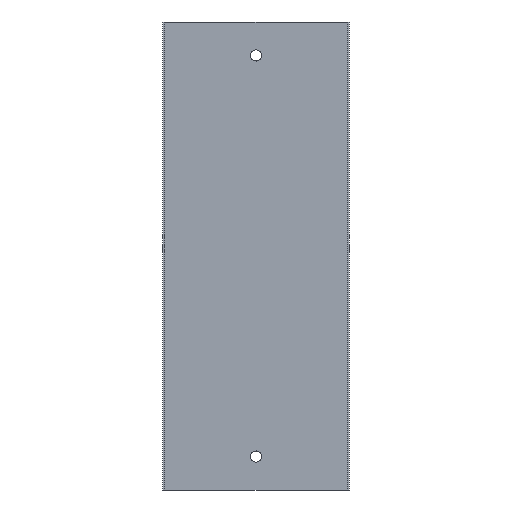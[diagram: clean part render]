
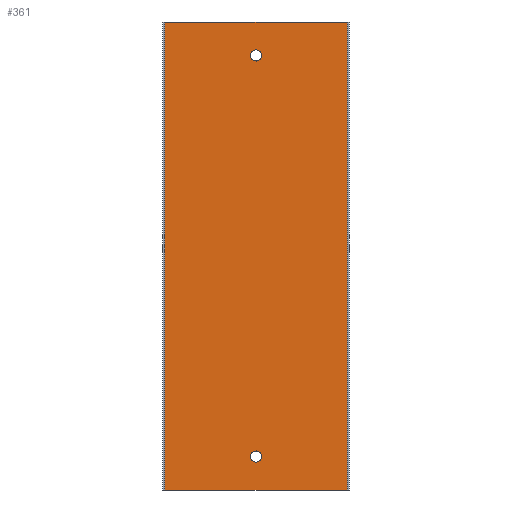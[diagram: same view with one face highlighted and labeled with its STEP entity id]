
A CAD part, front view. The second image highlights one B-rep face of the part: STEP entity #361.
In plain terms, the highlighted planar face has unit normal (0, -1, 0).
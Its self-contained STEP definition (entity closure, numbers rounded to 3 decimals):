
#10 = DIRECTION ( 'NONE',  ( 0., 0., -1. ) ) ;
#12 = CARTESIAN_POINT ( 'NONE',  ( -41., 0., 210. ) ) ;
#15 = CARTESIAN_POINT ( 'NONE',  ( -41., 0., 210. ) ) ;
#21 = CARTESIAN_POINT ( 'NONE',  ( -41., 0., 210. ) ) ;
#35 = DIRECTION ( 'NONE',  ( 1., 0., 0. ) ) ;
#51 = CARTESIAN_POINT ( 'NONE',  ( 41., 0., 0. ) ) ;
#71 = CARTESIAN_POINT ( 'NONE',  ( -41., 0., 0. ) ) ;
#89 = CARTESIAN_POINT ( 'NONE',  ( 41., 0., 210. ) ) ;
#91 = DIRECTION ( 'NONE',  ( 0., 1., 0. ) ) ;
#97 = DIRECTION ( 'NONE',  ( 0., 0., -1. ) ) ;
#99 = CARTESIAN_POINT ( 'NONE',  ( 0., 0., 17.5 ) ) ;
#104 = CARTESIAN_POINT ( 'NONE',  ( 0., 0., 197.5 ) ) ;
#108 = DIRECTION ( 'NONE',  ( 1., 0., 0. ) ) ;
#112 = DIRECTION ( 'NONE',  ( 0., 0., 1. ) ) ;
#113 = DIRECTION ( 'NONE',  ( 0., -1., 0. ) ) ;
#115 = CARTESIAN_POINT ( 'NONE',  ( 0., 0., 15. ) ) ;
#118 = CARTESIAN_POINT ( 'NONE',  ( 41., 0., 210. ) ) ;
#124 = DIRECTION ( 'NONE',  ( 0., 0., 1. ) ) ;
#126 = DIRECTION ( 'NONE',  ( 0., -1., 0. ) ) ;
#127 = CARTESIAN_POINT ( 'NONE',  ( 0., 0., 195. ) ) ;
#141 = DIRECTION ( 'NONE',  ( 0., 0., 1. ) ) ;
#143 = CARTESIAN_POINT ( 'NONE',  ( -41., 0., 0. ) ) ;
#144 = PLANE ( 'NONE',  #399 ) ;
#149 = CARTESIAN_POINT ( 'NONE',  ( -41., 0., 210. ) ) ;
#168 = VERTEX_POINT ( 'NONE', #21 ) ;
#175 = VERTEX_POINT ( 'NONE', #51 ) ;
#179 = VERTEX_POINT ( 'NONE', #71 ) ;
#195 = EDGE_LOOP ( 'NONE', ( #220 ) ) ;
#210 = ORIENTED_EDGE ( 'NONE', *, *, #424, .F. ) ;
#214 = FACE_BOUND ( 'NONE', #237, .T. ) ;
#220 = ORIENTED_EDGE ( 'NONE', *, *, #418, .F. ) ;
#221 = ORIENTED_EDGE ( 'NONE', *, *, #404, .F. ) ;
#222 = ORIENTED_EDGE ( 'NONE', *, *, #384, .F. ) ;
#224 = ORIENTED_EDGE ( 'NONE', *, *, #379, .T. ) ;
#229 = EDGE_LOOP ( 'NONE', ( #224, #221, #210, #339 ) ) ;
#233 = CIRCLE ( 'NONE', #395, 2.5 ) ;
#237 = EDGE_LOOP ( 'NONE', ( #222 ) ) ;
#246 = FACE_OUTER_BOUND ( 'NONE', #229, .T. ) ;
#262 = VERTEX_POINT ( 'NONE', #104 ) ;
#265 = VECTOR ( 'NONE', #108, 1000. ) ;
#268 = LINE ( 'NONE', #12, #265 ) ;
#269 = VERTEX_POINT ( 'NONE', #89 ) ;
#292 = VERTEX_POINT ( 'NONE', #99 ) ;
#298 = VECTOR ( 'NONE', #97, 1000. ) ;
#299 = LINE ( 'NONE', #15, #342 ) ;
#306 = LINE ( 'NONE', #118, #298 ) ;
#330 = CIRCLE ( 'NONE', #374, 2.5 ) ;
#332 = FACE_BOUND ( 'NONE', #195, .T. ) ;
#339 = ORIENTED_EDGE ( 'NONE', *, *, #414, .T. ) ;
#342 = VECTOR ( 'NONE', #10, 1000. ) ;
#344 = VECTOR ( 'NONE', #35, 1000. ) ;
#352 = LINE ( 'NONE', #143, #344 ) ;
#361 = ADVANCED_FACE ( 'NONE', ( #214, #332, #246 ), #144, .F. ) ;
#374 = AXIS2_PLACEMENT_3D ( 'NONE', #115, #113, #112 ) ;
#379 = EDGE_CURVE ( 'NONE', #179, #175, #352, .T. ) ;
#384 = EDGE_CURVE ( 'NONE', #262, #262, #233, .T. ) ;
#395 = AXIS2_PLACEMENT_3D ( 'NONE', #127, #126, #124 ) ;
#399 = AXIS2_PLACEMENT_3D ( 'NONE', #149, #91, #141 ) ;
#404 = EDGE_CURVE ( 'NONE', #269, #175, #306, .T. ) ;
#414 = EDGE_CURVE ( 'NONE', #168, #179, #299, .T. ) ;
#418 = EDGE_CURVE ( 'NONE', #292, #292, #330, .T. ) ;
#424 = EDGE_CURVE ( 'NONE', #168, #269, #268, .T. ) ;
